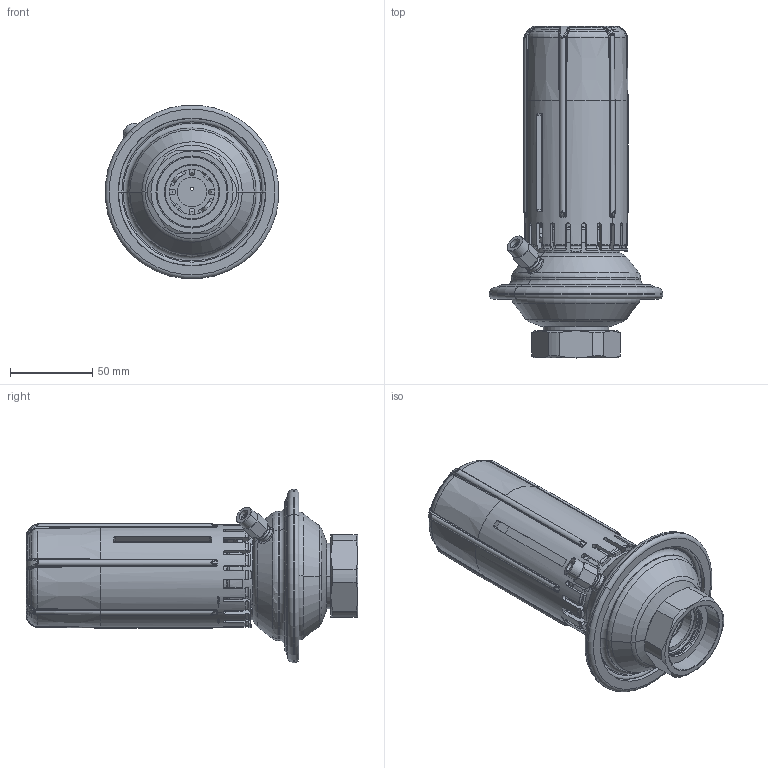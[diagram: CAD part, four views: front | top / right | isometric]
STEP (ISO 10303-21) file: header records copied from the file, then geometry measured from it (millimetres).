
FILE_DESCRIPTION((''),'2;1');
FILE_NAME('003H6821_ASM','2015-04-09T',('u317927'),('Danfoss'),'PRO/ENGINEER BY PARAMETRIC TECHNOLOGY CORPORATION, 2014000','PRO/ENGINEER BY PARAMETRIC TECHNOLOGY CORPORATION, 2014000','');
FILE_SCHEMA(('CONFIG_CONTROL_DESIGN'));
Products named in the file (19): 8880071_ASM; 8880218; 8883702; 8883704_INST_ASM; 8883703_INST_ASM; 8880082_ASM; 8880067_ASM; 8880215; 8880216; 8890090; 8880213_ASM; 8880093; 8880089_ASM; 8883505; 8883501_ASM; 8883525; 5211524; 5191729; 003H6821_ASM
Assembly tree (18 placements, depth 4):
  003H6821_ASM
    8883703_INST_ASM
      8880071_ASM
      8883704_INST_ASM
        8880218
        8883702
    8880067_ASM
      8880082_ASM
    8880213_ASM
      8880215
      8880216
      8890090
    8883501_ASM
      8880093
      8880089_ASM
      8883505
    8883525
    5211524
    5191729
Bounding box: 105.6 x 202.18 x 105.6 mm (x, y, z)
Volume: 204598.5 mm3; surface area: 150296.9 mm2
Topology: 10 solids, 15 shells, 1722 faces, 4439 edges, 2762 vertices
Faces by surface type: plane 551, bspline 472, cylinder 295, torus 209, cone 189, extrusion 6
Entity records: 108628 total; most frequent: CARTESIAN_POINT 70861, ORIENTED_EDGE 8858, DIRECTION 6358, EDGE_CURVE 4439, VERTEX_POINT 2762, AXIS2_PLACEMENT_3D 2596, B_SPLINE_CURVE_WITH_KNOTS 1989, EDGE_LOOP 1779
